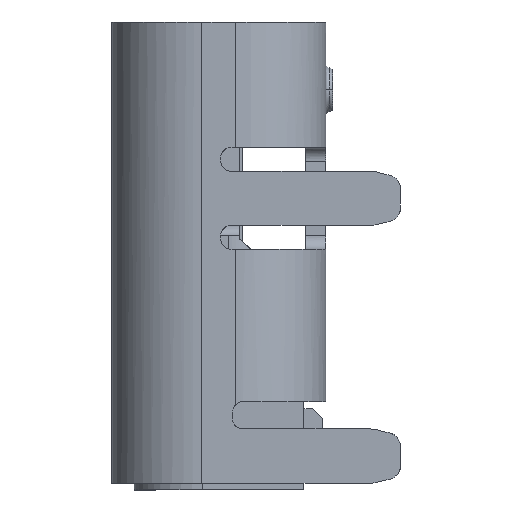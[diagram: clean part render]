
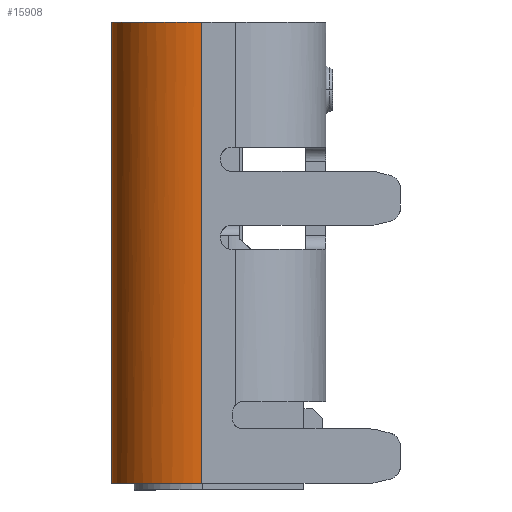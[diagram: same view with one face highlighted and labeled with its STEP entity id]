
A CAD part, left-side view. The second image highlights one B-rep face of the part: STEP entity #15908.
In plain terms, the highlighted cylindrical face has radius 1.33 mm (diameter 2.66 mm), a partial arc.
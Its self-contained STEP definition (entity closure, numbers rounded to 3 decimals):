
#760 = CARTESIAN_POINT ( 'NONE',  ( -3.957, 1.662, -2.519 ) ) ;
#2737 = CARTESIAN_POINT ( 'NONE',  ( -3.14, 1.929, 4.281 ) ) ;
#2811 = CARTESIAN_POINT ( 'NONE',  ( -3.224, 1.929, 4.281 ) ) ;
#3158 = CARTESIAN_POINT ( 'NONE',  ( -3.349, 1.917, 4.281 ) ) ;
#3504 = CARTESIAN_POINT ( 'NONE',  ( -3.491, 1.883, 4.281 ) ) ;
#4525 = EDGE_CURVE ( 'NONE', #31989, #10269, #34510, .T. ) ;
#4765 = VECTOR ( 'NONE', #12175, 1000. ) ;
#5501 = CARTESIAN_POINT ( 'NONE',  ( -4.359, 1.131, 4.281 ) ) ;
#6136 = CARTESIAN_POINT ( 'NONE',  ( -3.81, 1.761, -2.519 ) ) ;
#6225 = CARTESIAN_POINT ( 'NONE',  ( -4.47, 0.768, 4.281 ) ) ;
#6311 = CARTESIAN_POINT ( 'NONE',  ( -3.488, 1.894, -2.519 ) ) ;
#8016 = ORIENTED_EDGE ( 'NONE', *, *, #20583, .F. ) ;
#8073 = EDGE_CURVE ( 'NONE', #10269, #28390, #30293, .T. ) ;
#8201 = CARTESIAN_POINT ( 'NONE',  ( -3.608, 1.844, 4.281 ) ) ;
#8374 = CARTESIAN_POINT ( 'NONE',  ( -3.55, 1.864, 4.281 ) ) ;
#8393 = DIRECTION ( 'NONE',  ( 0., 0., 1. ) ) ;
#9146 = EDGE_CURVE ( 'NONE', #31989, #11947, #33506, .T. ) ;
#10269 = VERTEX_POINT ( 'NONE', #18388 ) ;
#11177 = CARTESIAN_POINT ( 'NONE',  ( -3.14, 1.929, -2.519 ) ) ;
#11792 = CARTESIAN_POINT ( 'NONE',  ( -4.145, 1.474, 4.281 ) ) ;
#11947 = VERTEX_POINT ( 'NONE', #2737 ) ;
#12175 = DIRECTION ( 'NONE',  ( 0., 0., 1. ) ) ;
#12808 = B_SPLINE_CURVE_WITH_KNOTS ( 'NONE', 3,
 ( #16781, #2811, #3158, #3504, #8374, #24690, #8201, #14119, #14464, #11792, #22509, #27560, #13951, #5501, #25407, #25221, #6225, #17140 ),
 .UNSPECIFIED., .F., .F.,
 ( 4, 1, 1, 2, 2, 2, 1, 1, 2, 2, 4 ),
 ( 0., 0.125, 0.188, 0.219, 0.25, 0.5, 0.625, 0.688, 0.719, 0.75, 1. ),
 .UNSPECIFIED. ) ;
#13700 = CARTESIAN_POINT ( 'NONE',  ( -4.47, 0.599, 4.281 ) ) ;
#13951 = CARTESIAN_POINT ( 'NONE',  ( -4.34, 1.172, 4.281 ) ) ;
#14119 = CARTESIAN_POINT ( 'NONE',  ( -3.8, 1.768, 4.281 ) ) ;
#14464 = CARTESIAN_POINT ( 'NONE',  ( -3.951, 1.669, 4.281 ) ) ;
#14529 = DIRECTION ( 'NONE',  ( 0., 0., -1. ) ) ;
#15908 = ADVANCED_FACE ( 'NONE', ( #17193 ), #27807, .T. ) ;
#16516 = CARTESIAN_POINT ( 'NONE',  ( -4.302, 1.269, -2.519 ) ) ;
#16692 = CARTESIAN_POINT ( 'NONE',  ( -4.435, 0.947, -2.519 ) ) ;
#16781 = CARTESIAN_POINT ( 'NONE',  ( -3.14, 1.929, 4.281 ) ) ;
#17140 = CARTESIAN_POINT ( 'NONE',  ( -4.47, 0.599, 4.281 ) ) ;
#17193 = FACE_OUTER_BOUND ( 'NONE', #19061, .T. ) ;
#18388 = CARTESIAN_POINT ( 'NONE',  ( -4.47, 0.599, -2.519 ) ) ;
#19061 = EDGE_LOOP ( 'NONE', ( #8016, #19138, #25898, #31657 ) ) ;
#19138 = ORIENTED_EDGE ( 'NONE', *, *, #9146, .F. ) ;
#19367 = CARTESIAN_POINT ( 'NONE',  ( -4.204, 1.416, -2.519 ) ) ;
#20102 = AXIS2_PLACEMENT_3D ( 'NONE', #25292, #14529, #25113 ) ;
#20583 = EDGE_CURVE ( 'NONE', #11947, #28390, #12808, .T. ) ;
#22067 = CARTESIAN_POINT ( 'NONE',  ( -3.314, 1.929, -2.519 ) ) ;
#22509 = CARTESIAN_POINT ( 'NONE',  ( -4.231, 1.369, 4.281 ) ) ;
#24690 = CARTESIAN_POINT ( 'NONE',  ( -3.59, 1.85, 4.281 ) ) ;
#24892 = CARTESIAN_POINT ( 'NONE',  ( -4.47, 0.599, 4.281 ) ) ;
#25113 = DIRECTION ( 'NONE',  ( 0., 1., 0. ) ) ;
#25221 = CARTESIAN_POINT ( 'NONE',  ( -4.439, 0.931, 4.281 ) ) ;
#25292 = CARTESIAN_POINT ( 'NONE',  ( -3.14, 0.599, 4.281 ) ) ;
#25407 = CARTESIAN_POINT ( 'NONE',  ( -4.369, 1.108, 4.281 ) ) ;
#25898 = ORIENTED_EDGE ( 'NONE', *, *, #4525, .T. ) ;
#27560 = CARTESIAN_POINT ( 'NONE',  ( -4.311, 1.233, 4.281 ) ) ;
#27807 = CYLINDRICAL_SURFACE ( 'NONE', #20102, 1.33 ) ;
#28183 = CARTESIAN_POINT ( 'NONE',  ( -4.47, 0.599, -2.519 ) ) ;
#28390 = VERTEX_POINT ( 'NONE', #13700 ) ;
#29956 = CARTESIAN_POINT ( 'NONE',  ( -3.14, 1.929, -2.519 ) ) ;
#30255 = VECTOR ( 'NONE', #8393, 1000. ) ;
#30293 = LINE ( 'NONE', #24892, #30255 ) ;
#31657 = ORIENTED_EDGE ( 'NONE', *, *, #8073, .T. ) ;
#31989 = VERTEX_POINT ( 'NONE', #29956 ) ;
#32861 = CARTESIAN_POINT ( 'NONE',  ( -4.47, 0.773, -2.519 ) ) ;
#33506 = LINE ( 'NONE', #33861, #4765 ) ;
#33861 = CARTESIAN_POINT ( 'NONE',  ( -3.14, 1.929, 1.381 ) ) ;
#34510 = B_SPLINE_CURVE_WITH_KNOTS ( 'NONE', 3,
 ( #11177, #22067, #6311, #6136, #760, #19367, #16516, #16692, #32861, #28183 ),
 .UNSPECIFIED., .F., .F.,
 ( 4, 2, 2, 2, 4 ),
 ( 0., 0.25, 0.5, 0.75, 1. ),
 .UNSPECIFIED. ) ;
